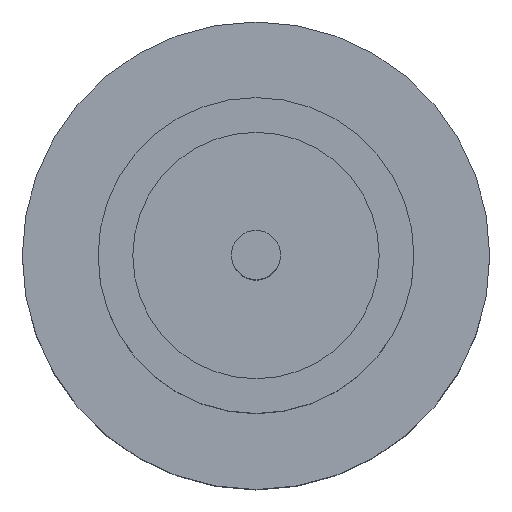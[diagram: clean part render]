
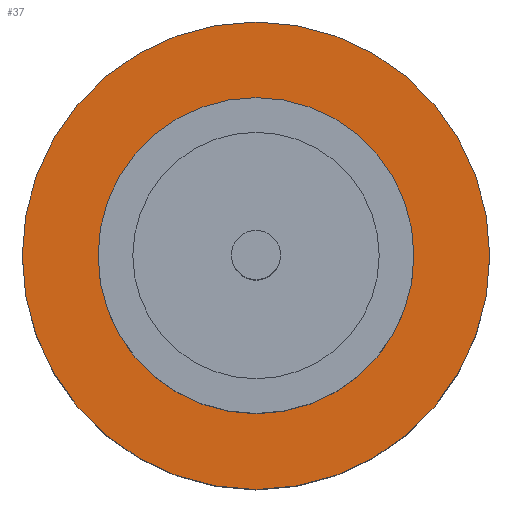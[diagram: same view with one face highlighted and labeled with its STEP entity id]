
A CAD part, top view. The second image highlights one B-rep face of the part: STEP entity #37.
In plain terms, the highlighted planar face has unit normal (0, 0, 1).
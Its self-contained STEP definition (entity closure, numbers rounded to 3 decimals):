
#15 = DIRECTION ( 'NONE',  ( 0., 0., 1. ) ) ;
#19 = CARTESIAN_POINT ( 'NONE',  ( 0., 0., 1.55 ) ) ;
#37 = ADVANCED_FACE ( 'NONE', ( #149, #829 ), #221, .T. ) ;
#44 = VERTEX_POINT ( 'NONE', #662 ) ;
#105 = CIRCLE ( 'NONE', #506, 1.25 ) ;
#149 = FACE_BOUND ( 'NONE', #205, .T. ) ;
#160 = DIRECTION ( 'NONE',  ( 1., 0., 0. ) ) ;
#205 = EDGE_LOOP ( 'NONE', ( #830, #329 ) ) ;
#216 = ORIENTED_EDGE ( 'NONE', *, *, #534, .T. ) ;
#221 = PLANE ( 'NONE',  #815 ) ;
#239 = DIRECTION ( 'NONE',  ( 1., 0., 0. ) ) ;
#260 = DIRECTION ( 'NONE',  ( 1., 0., 0. ) ) ;
#264 = CARTESIAN_POINT ( 'NONE',  ( 0., 0., 1.55 ) ) ;
#265 = AXIS2_PLACEMENT_3D ( 'NONE', #264, #705, #631 ) ;
#274 = CARTESIAN_POINT ( 'NONE',  ( -1.85, 0., 1.55 ) ) ;
#285 = EDGE_CURVE ( 'NONE', #642, #766, #105, .T. ) ;
#329 = ORIENTED_EDGE ( 'NONE', *, *, #285, .F. ) ;
#349 = EDGE_LOOP ( 'NONE', ( #216, #790 ) ) ;
#368 = CARTESIAN_POINT ( 'NONE',  ( 0., 0., 1.55 ) ) ;
#445 = EDGE_CURVE ( 'NONE', #44, #587, #566, .T. ) ;
#452 = DIRECTION ( 'NONE',  ( 0., 0., 1. ) ) ;
#455 = DIRECTION ( 'NONE',  ( 1., 0., 0. ) ) ;
#468 = CARTESIAN_POINT ( 'NONE',  ( -1.25, 0., 1.55 ) ) ;
#505 = CARTESIAN_POINT ( 'NONE',  ( 0., 0., 1.55 ) ) ;
#506 = AXIS2_PLACEMENT_3D ( 'NONE', #368, #15, #239 ) ;
#521 = EDGE_CURVE ( 'NONE', #766, #642, #727, .T. ) ;
#534 = EDGE_CURVE ( 'NONE', #587, #44, #546, .T. ) ;
#546 = CIRCLE ( 'NONE', #723, 1.85 ) ;
#566 = CIRCLE ( 'NONE', #673, 1.85 ) ;
#587 = VERTEX_POINT ( 'NONE', #274 ) ;
#631 = DIRECTION ( 'NONE',  ( 1., 0., 0. ) ) ;
#642 = VERTEX_POINT ( 'NONE', #468 ) ;
#662 = CARTESIAN_POINT ( 'NONE',  ( 1.85, 0., 1.55 ) ) ;
#673 = AXIS2_PLACEMENT_3D ( 'NONE', #769, #452, #455 ) ;
#680 = DIRECTION ( 'NONE',  ( 0., 0., 1. ) ) ;
#705 = DIRECTION ( 'NONE',  ( 0., 0., 1. ) ) ;
#711 = DIRECTION ( 'NONE',  ( 0., 0., 1. ) ) ;
#723 = AXIS2_PLACEMENT_3D ( 'NONE', #505, #711, #260 ) ;
#727 = CIRCLE ( 'NONE', #265, 1.25 ) ;
#766 = VERTEX_POINT ( 'NONE', #803 ) ;
#769 = CARTESIAN_POINT ( 'NONE',  ( 0., 0., 1.55 ) ) ;
#790 = ORIENTED_EDGE ( 'NONE', *, *, #445, .T. ) ;
#803 = CARTESIAN_POINT ( 'NONE',  ( 1.25, 0., 1.55 ) ) ;
#815 = AXIS2_PLACEMENT_3D ( 'NONE', #19, #680, #160 ) ;
#829 = FACE_OUTER_BOUND ( 'NONE', #349, .T. ) ;
#830 = ORIENTED_EDGE ( 'NONE', *, *, #521, .F. ) ;
